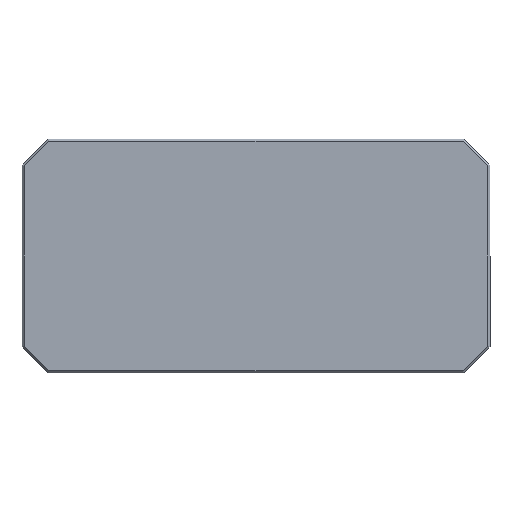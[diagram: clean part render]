
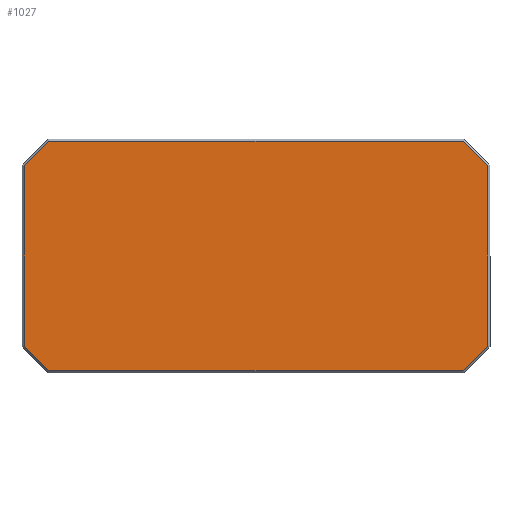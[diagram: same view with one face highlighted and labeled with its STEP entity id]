
A CAD part, front view. The second image highlights one B-rep face of the part: STEP entity #1027.
In plain terms, the highlighted planar face has unit normal (0, -1, 0).
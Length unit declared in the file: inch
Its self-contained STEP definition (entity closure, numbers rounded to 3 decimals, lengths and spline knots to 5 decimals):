
#62 = VECTOR ( 'NONE', #925, 39.37008 ) ;
#63 = LINE ( 'NONE', #924, #62 ) ;
#64 = VECTOR ( 'NONE', #923, 39.37008 ) ;
#66 = LINE ( 'NONE', #922, #64 ) ;
#67 = VECTOR ( 'NONE', #918, 39.37008 ) ;
#68 = LINE ( 'NONE', #917, #67 ) ;
#69 = VECTOR ( 'NONE', #916, 39.37008 ) ;
#70 = LINE ( 'NONE', #915, #69 ) ;
#71 = VECTOR ( 'NONE', #914, 39.37008 ) ;
#72 = LINE ( 'NONE', #913, #71 ) ;
#73 = VECTOR ( 'NONE', #912, 39.37008 ) ;
#74 = LINE ( 'NONE', #911, #73 ) ;
#75 = VECTOR ( 'NONE', #910, 39.37008 ) ;
#76 = LINE ( 'NONE', #909, #75 ) ;
#77 = VECTOR ( 'NONE', #908, 39.37008 ) ;
#78 = LINE ( 'NONE', #907, #77 ) ;
#240 = FACE_OUTER_BOUND ( 'NONE', #462, .T. ) ;
#395 = ORIENTED_EDGE ( 'NONE', *, *, #1186, .T. ) ;
#404 = ORIENTED_EDGE ( 'NONE', *, *, #1187, .T. ) ;
#415 = ORIENTED_EDGE ( 'NONE', *, *, #1188, .T. ) ;
#426 = ORIENTED_EDGE ( 'NONE', *, *, #1189, .T. ) ;
#437 = ORIENTED_EDGE ( 'NONE', *, *, #1190, .T. ) ;
#448 = ORIENTED_EDGE ( 'NONE', *, *, #1191, .T. ) ;
#459 = ORIENTED_EDGE ( 'NONE', *, *, #1193, .T. ) ;
#462 = EDGE_LOOP ( 'NONE', ( #469, #459, #448, #437, #426, #415, #404, #395 ) ) ;
#469 = ORIENTED_EDGE ( 'NONE', *, *, #1194, .T. ) ;
#562 = VERTEX_POINT ( 'NONE', #593 ) ;
#563 = VERTEX_POINT ( 'NONE', #594 ) ;
#565 = VERTEX_POINT ( 'NONE', #596 ) ;
#566 = VERTEX_POINT ( 'NONE', #597 ) ;
#567 = VERTEX_POINT ( 'NONE', #598 ) ;
#570 = VERTEX_POINT ( 'NONE', #601 ) ;
#575 = VERTEX_POINT ( 'NONE', #606 ) ;
#580 = VERTEX_POINT ( 'NONE', #611 ) ;
#593 = CARTESIAN_POINT ( 'NONE',  ( 2.23, 0., 0.86672 ) ) ;
#594 = CARTESIAN_POINT ( 'NONE',  ( -2.23, 0., -0.86672 ) ) ;
#596 = CARTESIAN_POINT ( 'NONE',  ( 1.99172, 0., -1.105 ) ) ;
#597 = CARTESIAN_POINT ( 'NONE',  ( 1.99172, 0., 1.105 ) ) ;
#598 = CARTESIAN_POINT ( 'NONE',  ( 2.23, 0., -0.86672 ) ) ;
#601 = CARTESIAN_POINT ( 'NONE',  ( -1.99172, 0., 1.105 ) ) ;
#606 = CARTESIAN_POINT ( 'NONE',  ( -1.99172, 0., -1.105 ) ) ;
#611 = CARTESIAN_POINT ( 'NONE',  ( -2.23, 0., 0.86672 ) ) ;
#633 = PLANE ( 'NONE',  #1117 ) ;
#634 = CARTESIAN_POINT ( 'NONE',  ( -2.25, 0., 1.125 ) ) ;
#635 = DIRECTION ( 'NONE',  ( 0., 1., 0. ) ) ;
#636 = DIRECTION ( 'NONE',  ( 0., 0., 1. ) ) ;
#907 = CARTESIAN_POINT ( 'NONE',  ( -2.11086, 0., 0.98586 ) ) ;
#908 = DIRECTION ( 'NONE',  ( -0.707, 0., -0.707 ) ) ;
#909 = CARTESIAN_POINT ( 'NONE',  ( -2.25, 0., 1.105 ) ) ;
#910 = DIRECTION ( 'NONE',  ( -1., 0., 0. ) ) ;
#911 = CARTESIAN_POINT ( 'NONE',  ( -0.13914, 0., 3.23586 ) ) ;
#912 = DIRECTION ( 'NONE',  ( -0.707, 0., 0.707 ) ) ;
#913 = CARTESIAN_POINT ( 'NONE',  ( 2.23, 0., 1.125 ) ) ;
#914 = DIRECTION ( 'NONE',  ( 0., 0., 1. ) ) ;
#915 = CARTESIAN_POINT ( 'NONE',  ( 0.98586, 0., -2.11086 ) ) ;
#916 = DIRECTION ( 'NONE',  ( 0.707, 0., 0.707 ) ) ;
#917 = CARTESIAN_POINT ( 'NONE',  ( -2.25, 0., -1.105 ) ) ;
#918 = DIRECTION ( 'NONE',  ( 1., 0., 0. ) ) ;
#922 = CARTESIAN_POINT ( 'NONE',  ( -3.23586, 0., 0.13914 ) ) ;
#923 = DIRECTION ( 'NONE',  ( 0.707, 0., -0.707 ) ) ;
#924 = CARTESIAN_POINT ( 'NONE',  ( -2.23, 0., 1.125 ) ) ;
#925 = DIRECTION ( 'NONE',  ( 0., 0., -1. ) ) ;
#1027 = ADVANCED_FACE ( 'NONE', ( #240 ), #633, .F. ) ;
#1117 = AXIS2_PLACEMENT_3D ( 'NONE', #634, #635, #636 ) ;
#1186 = EDGE_CURVE ( 'NONE', #570, #580, #78, .T. ) ;
#1187 = EDGE_CURVE ( 'NONE', #566, #570, #76, .T. ) ;
#1188 = EDGE_CURVE ( 'NONE', #562, #566, #74, .T. ) ;
#1189 = EDGE_CURVE ( 'NONE', #567, #562, #72, .T. ) ;
#1190 = EDGE_CURVE ( 'NONE', #565, #567, #70, .T. ) ;
#1191 = EDGE_CURVE ( 'NONE', #575, #565, #68, .T. ) ;
#1193 = EDGE_CURVE ( 'NONE', #563, #575, #66, .T. ) ;
#1194 = EDGE_CURVE ( 'NONE', #580, #563, #63, .T. ) ;
